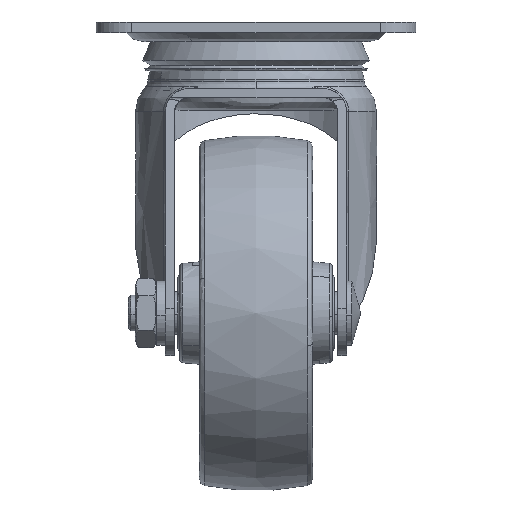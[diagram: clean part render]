
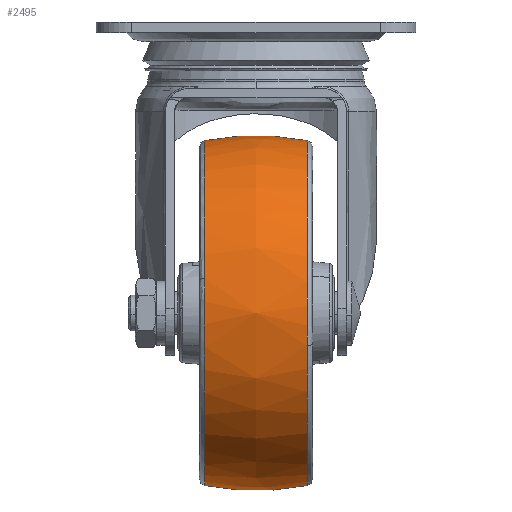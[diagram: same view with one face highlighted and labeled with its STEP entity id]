
A CAD part, left-side view. The second image highlights one B-rep face of the part: STEP entity #2495.
In plain terms, the highlighted free-form (B-spline) face has degree [2, 2] with [5, 7] control points.
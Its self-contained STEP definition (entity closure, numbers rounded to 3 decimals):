
#2187=CARTESIAN_POINT('',(-35.0,14.384,-33.392));
#2188=VERTEX_POINT('',#2187);
#2219=CARTESIAN_POINT('',(-82.629,14.384,-72.293));
#2220=VERTEX_POINT('',#2219);
#2234=CARTESIAN_POINT('',(-35.0,14.384,-33.392));
#2235=CARTESIAN_POINT('',(-74.7,14.384,-33.392));
#2236=CARTESIAN_POINT('',(-82.629,14.384,-72.293));
#2244=(BOUNDED_CURVE()B_SPLINE_CURVE(2,(#2234,#2235,#2236),.UNSPECIFIED.,.F.,.U.)B_SPLINE_CURVE_WITH_KNOTS((3,3),(0.5,0.716),.UNSPECIFIED.)CURVE()GEOMETRIC_REPRESENTATION_ITEM()RATIONAL_B_SPLINE_CURVE((1.0,0.747,0.931))REPRESENTATION_ITEM(''));
#2245=EDGE_CURVE('',#2188,#2220,#2244,.T.);
#2279=CARTESIAN_POINT('',(-35.0,14.384,-130.608));
#2280=VERTEX_POINT('',#2279);
#2294=CARTESIAN_POINT('',(-82.629,14.384,-72.293));
#2295=CARTESIAN_POINT('',(-83.608,14.384,-77.097));
#2296=CARTESIAN_POINT('',(-83.608,14.384,-82.));
#2297=CARTESIAN_POINT('',(-83.608,14.384,-130.608));
#2298=CARTESIAN_POINT('',(-35.0,14.384,-130.608));
#2306=(BOUNDED_CURVE()B_SPLINE_CURVE(2,(#2294,#2295,#2296,#2297,#2298),.UNSPECIFIED.,.F.,.U.)B_SPLINE_CURVE_WITH_KNOTS((3,2,3),(0.716,0.75,1.0),.UNSPECIFIED.)CURVE()GEOMETRIC_REPRESENTATION_ITEM()RATIONAL_B_SPLINE_CURVE((0.931,0.96,1.0,0.707,1.0))REPRESENTATION_ITEM(''));
#2307=EDGE_CURVE('',#2220,#2280,#2306,.T.);
#2359=CARTESIAN_POINT('',(-35.0,-14.384,-130.608));
#2360=VERTEX_POINT('',#2359);
#2361=CARTESIAN_POINT('',(-35.0,-14.384,-130.608));
#2362=CARTESIAN_POINT('',(-35.0,-11.054,-131.259));
#2363=CARTESIAN_POINT('',(-35.0,-4.158,-132.126));
#2364=CARTESIAN_POINT('',(-35.0,5.515,-131.995));
#2365=CARTESIAN_POINT('',(-35.0,11.72,-131.128));
#2366=CARTESIAN_POINT('',(-35.0,14.384,-130.608));
#2367=B_SPLINE_CURVE_WITH_KNOTS('',3,(#2361,#2362,#2363,#2364,#2365,#2366),.UNSPECIFIED.,.F.,.U.,(4,1,1,4),(0.,10.177,20.805,28.946),.UNSPECIFIED.);
#2368=EDGE_CURVE('',#2360,#2280,#2367,.T.);
#2372=CARTESIAN_POINT('',(-35.0,-14.384,-33.392));
#2373=VERTEX_POINT('',#2372);
#2374=CARTESIAN_POINT('',(-35.0,-14.384,-33.392));
#2375=CARTESIAN_POINT('',(-35.0,-11.498,-32.828));
#2376=CARTESIAN_POINT('',(-35.0,-5.287,-31.99));
#2377=CARTESIAN_POINT('',(-35.0,4.383,-31.902));
#2378=CARTESIAN_POINT('',(-35.0,11.054,-32.741));
#2379=CARTESIAN_POINT('',(-35.0,14.384,-33.392));
#2380=B_SPLINE_CURVE_WITH_KNOTS('',3,(#2374,#2375,#2376,#2377,#2378,#2379),.UNSPECIFIED.,.F.,.U.,(4,1,1,4),(0.,8.82,18.77,28.946),.UNSPECIFIED.);
#2381=EDGE_CURVE('',#2373,#2188,#2380,.T.);
#2416=CARTESIAN_POINT('',(-33.649,-15.837,-33.691));
#2417=CARTESIAN_POINT('',(-33.602,-8.009,-32.));
#2418=CARTESIAN_POINT('',(-33.602,0.,-32.));
#2419=CARTESIAN_POINT('',(-33.602,8.009,-32.));
#2420=CARTESIAN_POINT('',(-33.649,15.837,-33.691));
#2421=CARTESIAN_POINT('',(-34.321,-15.837,-33.691));
#2422=CARTESIAN_POINT('',(-34.297,-8.009,-32.));
#2423=CARTESIAN_POINT('',(-34.297,0.,-32.));
#2424=CARTESIAN_POINT('',(-34.297,8.009,-32.));
#2425=CARTESIAN_POINT('',(-34.321,15.837,-33.691));
#2426=CARTESIAN_POINT('',(-83.309,-15.837,-33.691));
#2427=CARTESIAN_POINT('',(-85.,-8.009,-32.));
#2428=CARTESIAN_POINT('',(-85.,0.,-32.));
#2429=CARTESIAN_POINT('',(-85.,8.009,-32.));
#2430=CARTESIAN_POINT('',(-83.309,15.837,-33.691));
#2431=CARTESIAN_POINT('',(-83.309,-15.837,-82.));
#2432=CARTESIAN_POINT('',(-85.,-8.009,-82.));
#2433=CARTESIAN_POINT('',(-85.,0.,-82.));
#2434=CARTESIAN_POINT('',(-85.,8.009,-82.));
#2435=CARTESIAN_POINT('',(-83.309,15.837,-82.));
#2436=CARTESIAN_POINT('',(-83.309,-15.837,-130.309));
#2437=CARTESIAN_POINT('',(-85.,-8.009,-132.));
#2438=CARTESIAN_POINT('',(-85.,0.,-132.));
#2439=CARTESIAN_POINT('',(-85.,8.009,-132.));
#2440=CARTESIAN_POINT('',(-83.309,15.837,-130.309));
#2441=CARTESIAN_POINT('',(-34.321,-15.837,-130.309));
#2442=CARTESIAN_POINT('',(-34.297,-8.009,-132.));
#2443=CARTESIAN_POINT('',(-34.297,0.,-132.));
#2444=CARTESIAN_POINT('',(-34.297,8.009,-132.));
#2445=CARTESIAN_POINT('',(-34.321,15.837,-130.309));
#2446=CARTESIAN_POINT('',(-33.649,-15.837,-130.309));
#2447=CARTESIAN_POINT('',(-33.602,-8.009,-132.));
#2448=CARTESIAN_POINT('',(-33.602,0.,-132.));
#2449=CARTESIAN_POINT('',(-33.602,8.009,-132.));
#2450=CARTESIAN_POINT('',(-33.649,15.837,-130.309));
#2458=(BOUNDED_SURFACE()B_SPLINE_SURFACE(2,2,((#2416,#2421,#2426,#2431,#2436,#2441,#2446),(#2417,#2422,#2427,#2432,#2437,#2442,#2447),(#2418,#2423,#2428,#2433,#2438,#2443,#2448),(#2419,#2424,#2429,#2434,#2439,#2444,#2449),(#2420,#2425,#2430,#2435,#2440,#2445,#2450)),.UNSPECIFIED.,.F.,.F.,.U.)B_SPLINE_SURFACE_WITH_KNOTS((3,2,3),(3,1,2,1,3),(0.0,16.375,32.75),(0.0,1.657,84.5,167.342,168.999),.UNSPECIFIED.)GEOMETRIC_REPRESENTATION_ITEM()RATIONAL_B_SPLINE_SURFACE(((0.957,0.952,0.669,0.946,0.669,0.952,0.957),(0.979,0.973,0.684,0.967,0.684,0.973,0.979),(1.012,1.006,0.707,1.0,0.707,1.006,1.012),(0.979,0.973,0.684,0.967,0.684,0.973,0.979),(0.957,0.952,0.669,0.946,0.669,0.952,0.957)))REPRESENTATION_ITEM('')SURFACE());
#2459=ORIENTED_EDGE('',*,*,#2368,.F.);
#2460=CARTESIAN_POINT('',(-82.747,-14.384,-91.108));
#2461=VERTEX_POINT('',#2460);
#2462=CARTESIAN_POINT('',(-82.747,-14.384,-91.108));
#2463=CARTESIAN_POINT('',(-75.212,-14.384,-130.608));
#2464=CARTESIAN_POINT('',(-35.0,-14.384,-130.608));
#2472=(BOUNDED_CURVE()B_SPLINE_CURVE(2,(#2462,#2463,#2464),.UNSPECIFIED.,.F.,.U.)B_SPLINE_CURVE_WITH_KNOTS((3,3),(0.782,1.0),.UNSPECIFIED.)CURVE()GEOMETRIC_REPRESENTATION_ITEM()RATIONAL_B_SPLINE_CURVE((0.934,0.745,1.0))REPRESENTATION_ITEM(''));
#2473=EDGE_CURVE('',#2461,#2360,#2472,.T.);
#2474=ORIENTED_EDGE('',*,*,#2473,.F.);
#2475=CARTESIAN_POINT('',(-35.0,-14.384,-33.392));
#2476=CARTESIAN_POINT('',(-83.608,-14.384,-33.392));
#2477=CARTESIAN_POINT('',(-83.608,-14.384,-82.));
#2478=CARTESIAN_POINT('',(-83.608,-14.384,-86.595));
#2479=CARTESIAN_POINT('',(-82.747,-14.384,-91.108));
#2487=(BOUNDED_CURVE()B_SPLINE_CURVE(2,(#2475,#2476,#2477,#2478,#2479),.UNSPECIFIED.,.F.,.U.)B_SPLINE_CURVE_WITH_KNOTS((3,2,3),(0.5,0.75,0.782),.UNSPECIFIED.)CURVE()GEOMETRIC_REPRESENTATION_ITEM()RATIONAL_B_SPLINE_CURVE((1.0,0.707,1.0,0.962,0.934))REPRESENTATION_ITEM(''));
#2488=EDGE_CURVE('',#2373,#2461,#2487,.T.);
#2489=ORIENTED_EDGE('',*,*,#2488,.F.);
#2490=ORIENTED_EDGE('',*,*,#2381,.T.);
#2491=ORIENTED_EDGE('',*,*,#2245,.T.);
#2492=ORIENTED_EDGE('',*,*,#2307,.T.);
#2493=EDGE_LOOP('',(#2459,#2474,#2489,#2490,#2491,#2492));
#2494=FACE_OUTER_BOUND('',#2493,.T.);
#2495=ADVANCED_FACE('',(#2494),#2458,.T.);
